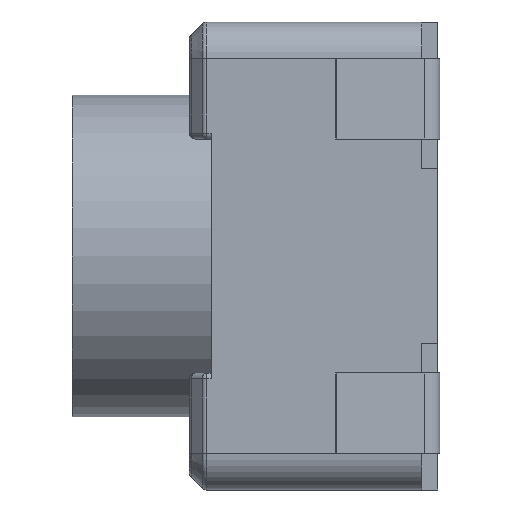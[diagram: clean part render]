
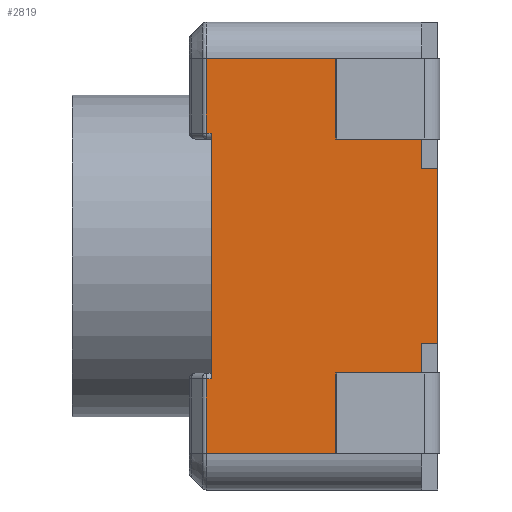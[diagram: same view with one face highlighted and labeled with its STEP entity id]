
A CAD part, left-side view. The second image highlights one B-rep face of the part: STEP entity #2819.
In plain terms, the highlighted planar face has unit normal (-1, 0, 0).
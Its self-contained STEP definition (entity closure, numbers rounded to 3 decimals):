
#59 = ORIENTED_EDGE ( 'NONE', *, *, #3224, .T. ) ;
#83 = FACE_OUTER_BOUND ( 'NONE', #5224, .T. ) ;
#129 = VECTOR ( 'NONE', #4053, 1000. ) ;
#264 = CARTESIAN_POINT ( 'NONE',  ( -2.1, -1.35, 0.11 ) ) ;
#352 = VERTEX_POINT ( 'NONE', #2875 ) ;
#377 = ORIENTED_EDGE ( 'NONE', *, *, #496, .T. ) ;
#415 = VERTEX_POINT ( 'NONE', #3055 ) ;
#496 = EDGE_CURVE ( 'NONE', #3967, #352, #4486, .T. ) ;
#625 = CARTESIAN_POINT ( 'NONE',  ( -2.1, -1.35, 0. ) ) ;
#646 = ORIENTED_EDGE ( 'NONE', *, *, #3273, .T. ) ;
#748 = VERTEX_POINT ( 'NONE', #6209 ) ;
#763 = EDGE_CURVE ( 'NONE', #3374, #2121, #2428, .T. ) ;
#802 = VECTOR ( 'NONE', #3410, 1000. ) ;
#1008 = EDGE_CURVE ( 'NONE', #4297, #1498, #3577, .T. ) ;
#1077 = DIRECTION ( 'NONE',  ( 0., 0., -1. ) ) ;
#1079 = LINE ( 'NONE', #2535, #2635 ) ;
#1116 = CARTESIAN_POINT ( 'NONE',  ( -2.1, -1.35, 1.583 ) ) ;
#1259 = DIRECTION ( 'NONE',  ( 0., 0., 1. ) ) ;
#1265 = LINE ( 'NONE', #6298, #802 ) ;
#1359 = VECTOR ( 'NONE', #1259, 1000. ) ;
#1371 = CARTESIAN_POINT ( 'NONE',  ( -2.1, -1.35, 0.11 ) ) ;
#1463 = LINE ( 'NONE', #3854, #5387 ) ;
#1498 = VERTEX_POINT ( 'NONE', #2231 ) ;
#1509 = VERTEX_POINT ( 'NONE', #1634 ) ;
#1591 = CARTESIAN_POINT ( 'NONE',  ( -2.1, 1.35, 0.11 ) ) ;
#1608 = DIRECTION ( 'NONE',  ( 0., 1., 0. ) ) ;
#1634 = CARTESIAN_POINT ( 'NONE',  ( -2.1, -0.84, 1.583 ) ) ;
#1678 = EDGE_CURVE ( 'NONE', #1509, #3374, #1463, .T. ) ;
#1698 = VECTOR ( 'NONE', #1702, 1000. ) ;
#1702 = DIRECTION ( 'NONE',  ( 0., -1., 0. ) ) ;
#1799 = CARTESIAN_POINT ( 'NONE',  ( -2.1, 0., 0. ) ) ;
#1831 = CARTESIAN_POINT ( 'NONE',  ( -2.1, 0.84, 1.55 ) ) ;
#1915 = ORIENTED_EDGE ( 'NONE', *, *, #5479, .T. ) ;
#1974 = CARTESIAN_POINT ( 'NONE',  ( -2.1, -1.35, 1.55 ) ) ;
#2007 = EDGE_CURVE ( 'NONE', #3722, #415, #4615, .T. ) ;
#2121 = VERTEX_POINT ( 'NONE', #1831 ) ;
#2213 = CARTESIAN_POINT ( 'NONE',  ( -2.1, -0.6, 0. ) ) ;
#2231 = CARTESIAN_POINT ( 'NONE',  ( -2.1, -0.6, 0. ) ) ;
#2428 = LINE ( 'NONE', #1974, #4719 ) ;
#2535 = CARTESIAN_POINT ( 'NONE',  ( -2.1, -1.35, 0. ) ) ;
#2608 = DIRECTION ( 'NONE',  ( -1., 0., 0. ) ) ;
#2635 = VECTOR ( 'NONE', #4994, 1000. ) ;
#2680 = LINE ( 'NONE', #2213, #1359 ) ;
#2738 = CARTESIAN_POINT ( 'NONE',  ( -2.1, -0.6, 0.11 ) ) ;
#2819 = ADVANCED_FACE ( 'NONE', ( #83 ), #5049, .T. ) ;
#2836 = DIRECTION ( 'NONE',  ( 0., 0., -1. ) ) ;
#2875 = CARTESIAN_POINT ( 'NONE',  ( -2.1, 1.35, 1.583 ) ) ;
#2989 = LINE ( 'NONE', #3599, #129 ) ;
#3055 = CARTESIAN_POINT ( 'NONE',  ( -2.1, 0.6, 0.11 ) ) ;
#3170 = EDGE_CURVE ( 'NONE', #748, #1509, #4123, .T. ) ;
#3224 = EDGE_CURVE ( 'NONE', #3354, #5337, #2989, .T. ) ;
#3273 = EDGE_CURVE ( 'NONE', #352, #3722, #4352, .T. ) ;
#3345 = EDGE_CURVE ( 'NONE', #1498, #3354, #2680, .T. ) ;
#3354 = VERTEX_POINT ( 'NONE', #2738 ) ;
#3374 = VERTEX_POINT ( 'NONE', #6114 ) ;
#3410 = DIRECTION ( 'NONE',  ( 0., 0., 1. ) ) ;
#3577 = LINE ( 'NONE', #1799, #4331 ) ;
#3599 = CARTESIAN_POINT ( 'NONE',  ( -2.1, -1.35, 0.11 ) ) ;
#3611 = DIRECTION ( 'NONE',  ( 0., 0., 1. ) ) ;
#3722 = VERTEX_POINT ( 'NONE', #1591 ) ;
#3742 = VECTOR ( 'NONE', #6040, 1000. ) ;
#3854 = CARTESIAN_POINT ( 'NONE',  ( -2.1, -0.84, 0. ) ) ;
#3867 = DIRECTION ( 'NONE',  ( 0., 1., 0. ) ) ;
#3967 = VERTEX_POINT ( 'NONE', #5226 ) ;
#4053 = DIRECTION ( 'NONE',  ( 0., -1., 0. ) ) ;
#4056 = CARTESIAN_POINT ( 'NONE',  ( -2.1, 0.6, 0. ) ) ;
#4075 = ORIENTED_EDGE ( 'NONE', *, *, #3170, .T. ) ;
#4123 = LINE ( 'NONE', #4139, #3742 ) ;
#4139 = CARTESIAN_POINT ( 'NONE',  ( -2.1, -1.35, 1.583 ) ) ;
#4144 = EDGE_CURVE ( 'NONE', #2121, #3967, #1265, .T. ) ;
#4173 = ORIENTED_EDGE ( 'NONE', *, *, #4144, .T. ) ;
#4202 = LINE ( 'NONE', #6190, #4893 ) ;
#4297 = VERTEX_POINT ( 'NONE', #4056 ) ;
#4331 = VECTOR ( 'NONE', #4744, 1000. ) ;
#4335 = ORIENTED_EDGE ( 'NONE', *, *, #3345, .T. ) ;
#4340 = VECTOR ( 'NONE', #1608, 1000. ) ;
#4352 = LINE ( 'NONE', #6023, #5794 ) ;
#4486 = LINE ( 'NONE', #1116, #4340 ) ;
#4615 = LINE ( 'NONE', #264, #1698 ) ;
#4719 = VECTOR ( 'NONE', #3867, 1000. ) ;
#4744 = DIRECTION ( 'NONE',  ( 0., -1., 0. ) ) ;
#4846 = AXIS2_PLACEMENT_3D ( 'NONE', #625, #2608, #3611 ) ;
#4847 = ORIENTED_EDGE ( 'NONE', *, *, #1008, .T. ) ;
#4893 = VECTOR ( 'NONE', #5702, 1000. ) ;
#4952 = ORIENTED_EDGE ( 'NONE', *, *, #2007, .T. ) ;
#4994 = DIRECTION ( 'NONE',  ( 0., 0., 1. ) ) ;
#5049 = PLANE ( 'NONE',  #4846 ) ;
#5224 = EDGE_LOOP ( 'NONE', ( #4075, #5936, #5294, #4173, #377, #646, #4952, #5894, #4847, #4335, #59, #1915 ) ) ;
#5226 = CARTESIAN_POINT ( 'NONE',  ( -2.1, 0.84, 1.583 ) ) ;
#5294 = ORIENTED_EDGE ( 'NONE', *, *, #763, .T. ) ;
#5337 = VERTEX_POINT ( 'NONE', #1371 ) ;
#5387 = VECTOR ( 'NONE', #2836, 1000. ) ;
#5479 = EDGE_CURVE ( 'NONE', #5337, #748, #1079, .T. ) ;
#5702 = DIRECTION ( 'NONE',  ( 0., 0., -1. ) ) ;
#5794 = VECTOR ( 'NONE', #1077, 1000. ) ;
#5894 = ORIENTED_EDGE ( 'NONE', *, *, #6015, .T. ) ;
#5936 = ORIENTED_EDGE ( 'NONE', *, *, #1678, .T. ) ;
#6015 = EDGE_CURVE ( 'NONE', #415, #4297, #4202, .T. ) ;
#6023 = CARTESIAN_POINT ( 'NONE',  ( -2.1, 1.35, 0. ) ) ;
#6040 = DIRECTION ( 'NONE',  ( 0., 1., 0. ) ) ;
#6114 = CARTESIAN_POINT ( 'NONE',  ( -2.1, -0.84, 1.55 ) ) ;
#6190 = CARTESIAN_POINT ( 'NONE',  ( -2.1, 0.6, 0. ) ) ;
#6209 = CARTESIAN_POINT ( 'NONE',  ( -2.1, -1.35, 1.583 ) ) ;
#6298 = CARTESIAN_POINT ( 'NONE',  ( -2.1, 0.84, 0. ) ) ;
